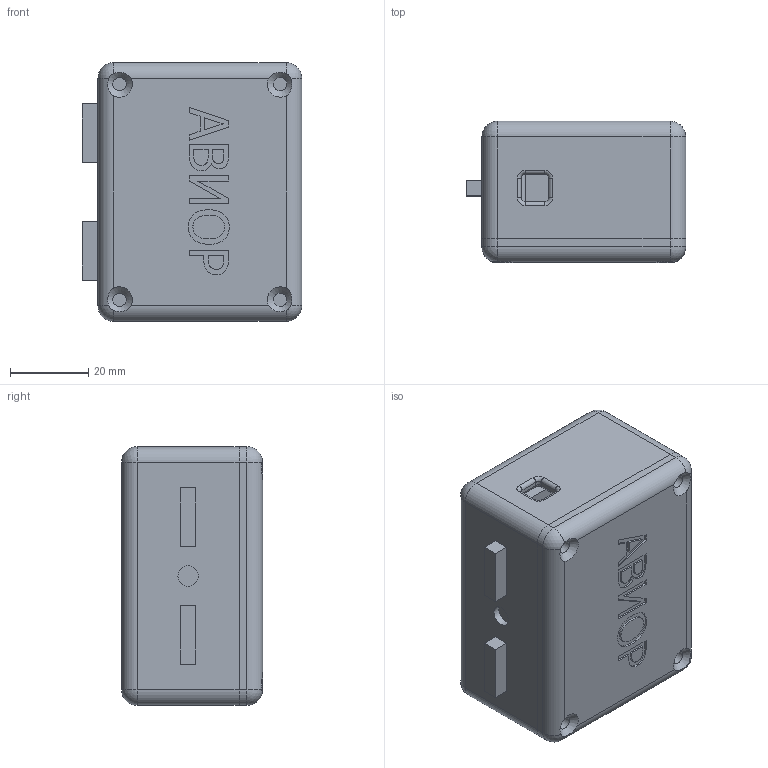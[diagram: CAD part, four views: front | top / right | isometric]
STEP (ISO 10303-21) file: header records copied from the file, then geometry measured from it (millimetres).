
FILE_DESCRIPTION(/* description */ (''),/* implementation_level */ '2;1');
FILE_NAME(/* name */ 'корпус емкость.stp',/* time_stamp */ '2023-02-20T22:20:36+03:00',/* author */ ('Tasya'),/* organization */ (''),/* preprocessor_version */ 'ST-DEVELOPER v18.1',/* originating_system */ 'Autodesk Inventor 2021',/* authorisation */ '');
FILE_SCHEMA (('AUTOMOTIVE_DESIGN { 1 0 10303 214 3 1 1 }'));
Length unit declared in the file: millimetre
Products named in the file (1): корпус емкость
Bounding box: 56 x 36 x 66 mm (x, y, z)
Volume: 50914.3 mm3; surface area: 27890.9 mm2
Topology: 2 solids, 2 shells, 322 faces, 797 edges, 496 vertices
Faces by surface type: plane 117, cylinder 101, bspline 38, torus 32, sphere 24, cone 10
Full cylindrical faces by diameter (mm): 2.4 x2, 3.4 x4, 3.7 x4, 5.2 x1
Entity records: 9981 total; most frequent: CARTESIAN_POINT 2336, ORIENTED_EDGE 1594, DIRECTION 1567, EDGE_CURVE 797, AXIS2_PLACEMENT_3D 575, VERTEX_POINT 496, LINE 417, VECTOR 417
